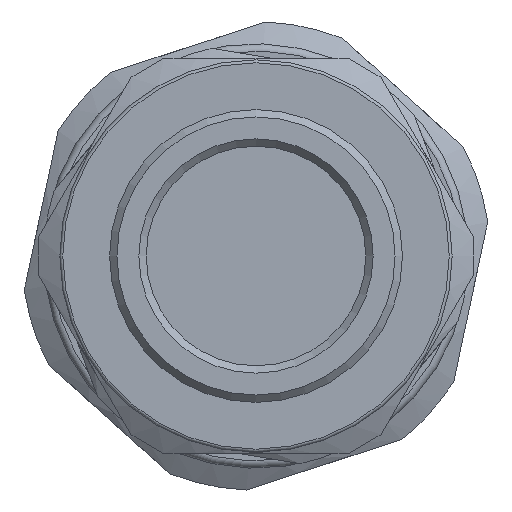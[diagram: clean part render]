
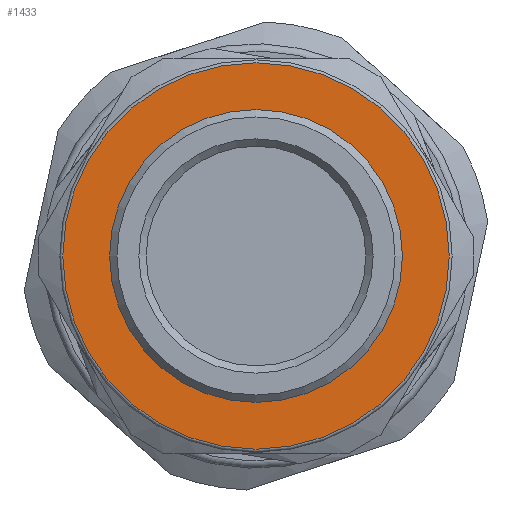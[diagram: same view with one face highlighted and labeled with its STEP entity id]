
A CAD part, front view. The second image highlights one B-rep face of the part: STEP entity #1433.
In plain terms, the highlighted planar face has unit normal (0, -1, 0).
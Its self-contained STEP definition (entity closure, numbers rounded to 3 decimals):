
#144=FACE_BOUND('',#532,.T.);
#444=FACE_OUTER_BOUND('',#531,.T.);
#531=EDGE_LOOP('',(#1278));
#532=EDGE_LOOP('',(#1279));
#604=CIRCLE('',#1599,9.);
#605=CIRCLE('',#1601,13.2);
#731=VERTEX_POINT('',#2526);
#732=VERTEX_POINT('',#2530);
#922=EDGE_CURVE('',#731,#731,#604,.T.);
#924=EDGE_CURVE('',#732,#732,#605,.T.);
#1278=ORIENTED_EDGE('',*,*,#924,.F.);
#1279=ORIENTED_EDGE('',*,*,#922,.T.);
#1356=PLANE('',#1600);
#1433=ADVANCED_FACE('',(#444,#144),#1356,.T.);
#1599=AXIS2_PLACEMENT_3D('',#2527,#1964,#1965);
#1600=AXIS2_PLACEMENT_3D('',#2529,#1967,#1968);
#1601=AXIS2_PLACEMENT_3D('',#2531,#1969,#1970);
#1964=DIRECTION('center_axis',(0.,1.,0.));
#1965=DIRECTION('ref_axis',(1.,0.,0.));
#1967=DIRECTION('center_axis',(0.,-1.,0.));
#1968=DIRECTION('ref_axis',(0.,0.,-1.));
#1969=DIRECTION('center_axis',(0.,1.,0.));
#1970=DIRECTION('ref_axis',(1.,0.,0.));
#2526=CARTESIAN_POINT('',(18.25,16.675,0.));
#2527=CARTESIAN_POINT('Origin',(9.25,16.675,0.));
#2529=CARTESIAN_POINT('Origin',(-3.95,16.675,0.));
#2530=CARTESIAN_POINT('',(9.25,16.675,-13.2));
#2531=CARTESIAN_POINT('Origin',(9.25,16.675,0.));
